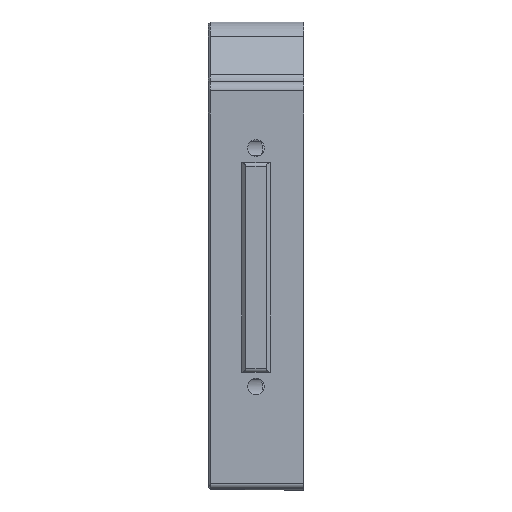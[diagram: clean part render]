
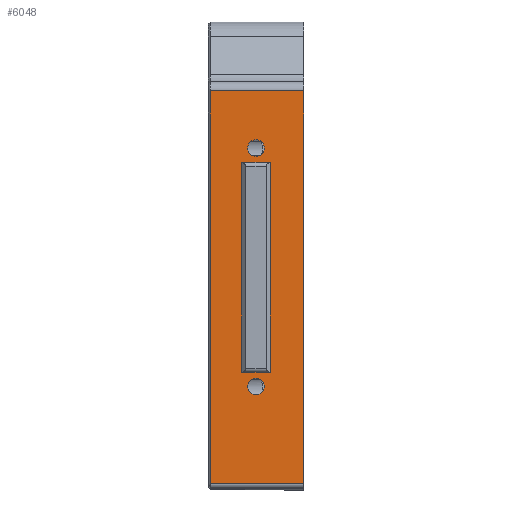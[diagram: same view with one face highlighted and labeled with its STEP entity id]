
A CAD part, top view. The second image highlights one B-rep face of the part: STEP entity #6048.
In plain terms, the highlighted planar face has unit normal (0, 0, 1).
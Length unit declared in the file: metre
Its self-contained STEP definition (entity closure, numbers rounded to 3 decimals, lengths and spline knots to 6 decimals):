
#422=CIRCLE('',#6415,0.00175);
#423=CIRCLE('',#6417,0.00175);
#1932=ORIENTED_EDGE('',*,*,#3102,.F.);
#1933=ORIENTED_EDGE('',*,*,#3105,.T.);
#1934=ORIENTED_EDGE('',*,*,#3106,.T.);
#1935=ORIENTED_EDGE('',*,*,#2819,.F.);
#1936=ORIENTED_EDGE('',*,*,#2817,.T.);
#1937=ORIENTED_EDGE('',*,*,#2816,.T.);
#1938=ORIENTED_EDGE('',*,*,#2814,.T.);
#1939=ORIENTED_EDGE('',*,*,#2811,.T.);
#1940=ORIENTED_EDGE('',*,*,#2809,.T.);
#1941=ORIENTED_EDGE('',*,*,#2808,.T.);
#2808=EDGE_CURVE('',#3558,#3558,#422,.T.);
#2809=EDGE_CURVE('',#3559,#3559,#423,.T.);
#2811=EDGE_CURVE('',#3561,#3560,#4053,.T.);
#2814=EDGE_CURVE('',#3562,#3561,#4054,.T.);
#2816=EDGE_CURVE('',#3563,#3562,#4055,.T.);
#2817=EDGE_CURVE('',#3560,#3563,#4056,.T.);
#2819=EDGE_CURVE('',#3564,#3565,#4057,.T.);
#3102=EDGE_CURVE('',#3707,#3564,#4255,.T.);
#3105=EDGE_CURVE('',#3707,#3709,#4258,.T.);
#3106=EDGE_CURVE('',#3709,#3565,#4259,.T.);
#3558=VERTEX_POINT('',#9846);
#3559=VERTEX_POINT('',#9849);
#3560=VERTEX_POINT('',#9852);
#3561=VERTEX_POINT('',#9854);
#3562=VERTEX_POINT('',#9858);
#3563=VERTEX_POINT('',#9862);
#3564=VERTEX_POINT('',#9868);
#3565=VERTEX_POINT('',#9870);
#3707=VERTEX_POINT('',#10449);
#3709=VERTEX_POINT('',#10457);
#4053=LINE('',#9853,#4609);
#4054=LINE('',#9859,#4610);
#4055=LINE('',#9863,#4611);
#4056=LINE('',#9865,#4612);
#4057=LINE('',#9869,#4613);
#4255=LINE('',#10450,#4811);
#4258=LINE('',#10456,#4814);
#4259=LINE('',#10458,#4815);
#4609=VECTOR('',#7634,1.);
#4610=VECTOR('',#7641,1.);
#4611=VECTOR('',#7646,1.);
#4612=VECTOR('',#7649,1.);
#4613=VECTOR('',#7654,1.);
#4811=VECTOR('',#8274,1.);
#4814=VECTOR('',#8281,1.);
#4815=VECTOR('',#8282,1.);
#5181=EDGE_LOOP('',(#1932,#1933,#1934,#1935));
#5182=EDGE_LOOP('',(#1936,#1937,#1938,#1939));
#5183=EDGE_LOOP('',(#1940));
#5184=EDGE_LOOP('',(#1941));
#5542=FACE_BOUND('',#5181,.T.);
#5543=FACE_BOUND('',#5182,.T.);
#5544=FACE_BOUND('',#5183,.T.);
#5545=FACE_BOUND('',#5184,.T.);
#5737=PLANE('',#6640);
#6048=ADVANCED_FACE('',(#5542,#5543,#5544,#5545),#5737,.T.);
#6415=AXIS2_PLACEMENT_3D('',#9845,#7624,#7625);
#6417=AXIS2_PLACEMENT_3D('',#9848,#7628,#7629);
#6640=AXIS2_PLACEMENT_3D('',#10455,#8279,#8280);
#7624=DIRECTION('',(0.,0.,-1.));
#7625=DIRECTION('',(1.,0.,0.));
#7628=DIRECTION('',(0.,0.,-1.));
#7629=DIRECTION('',(1.,0.,0.));
#7634=DIRECTION('',(0.,1.,0.));
#7641=DIRECTION('',(-1.,0.,0.));
#7646=DIRECTION('',(0.,-1.,0.));
#7649=DIRECTION('',(1.,0.,0.));
#7654=DIRECTION('',(1.,0.,0.));
#8274=DIRECTION('',(0.,1.,0.));
#8279=DIRECTION('',(0.,0.,1.));
#8280=DIRECTION('',(0.,1.,0.));
#8281=DIRECTION('',(1.,0.,0.));
#8282=DIRECTION('',(0.,1.,0.));
#9845=CARTESIAN_POINT('',(0.,0.341,-0.52));
#9846=CARTESIAN_POINT('',(0.00175,0.341,-0.52));
#9848=CARTESIAN_POINT('',(0.,0.291,-0.52));
#9849=CARTESIAN_POINT('',(0.00175,0.291,-0.52));
#9852=CARTESIAN_POINT('',(-0.003,0.338,-0.52));
#9853=CARTESIAN_POINT('',(-0.003,0.3449,-0.52));
#9854=CARTESIAN_POINT('',(-0.003,0.294,-0.52));
#9858=CARTESIAN_POINT('',(0.003,0.294,-0.52));
#9859=CARTESIAN_POINT('',(0.0035,0.294,-0.52));
#9862=CARTESIAN_POINT('',(0.003,0.338,-0.52));
#9863=CARTESIAN_POINT('',(0.003,0.3229,-0.52));
#9865=CARTESIAN_POINT('',(0.0065,0.338,-0.52));
#9868=CARTESIAN_POINT('',(-0.0096,0.353,-0.52));
#9869=CARTESIAN_POINT('',(0.,0.353,-0.52));
#9870=CARTESIAN_POINT('',(0.01,0.353,-0.52));
#10449=CARTESIAN_POINT('',(-0.0096,0.27059,-0.52));
#10450=CARTESIAN_POINT('',(-0.0096,0.3574,-0.52));
#10455=CARTESIAN_POINT('',(0.01,0.3518,-0.52));
#10456=CARTESIAN_POINT('',(0.01,0.27059,-0.52));
#10457=CARTESIAN_POINT('',(0.01,0.27059,-0.52));
#10458=CARTESIAN_POINT('',(0.01,0.2565,-0.52));
